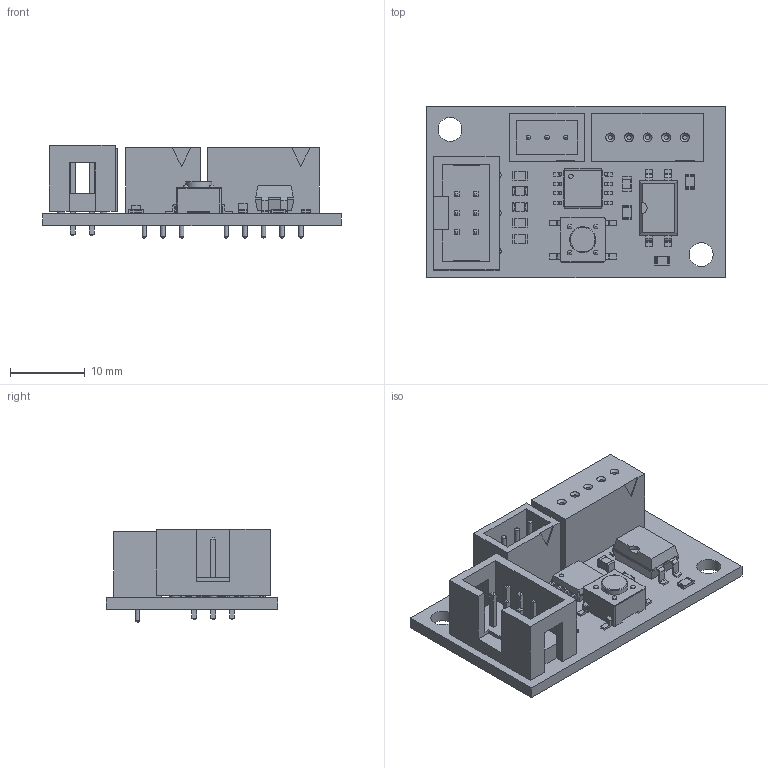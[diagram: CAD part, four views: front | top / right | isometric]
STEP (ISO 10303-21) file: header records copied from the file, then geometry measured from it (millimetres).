
FILE_DESCRIPTION(('KiCad electronic assembly'),'2;1');
FILE_NAME('PCB.step','2022-08-02T16:56:30',('An Author'),('A Company'), 'Open CASCADE STEP processor 6.9','KiCad to STEP converter','Unknown' );
FILE_SCHEMA(('AUTOMOTIVE_DESIGN { 1 0 10303 214 1 1 1 1 }'));
Length unit declared in the file: millimetre
Products named in the file (20): Open CASCADE STEP translator 6.9 1; C_0805_2012Metric; SOLID; IDC-Header_2x03_P2.54mm_Vertical; B05B-XASK-1_LF__SN_; COMPOUND; B03B-XASK-1_LF__SN_; DIP-4_W8.89mm_SMDSocket; SOIJ-8_5.3x5.3mm_P1.27mm; SW_SPST_PTS645; R_0805_2012Metric; LED_0805_2012Metric
Assembly tree (25 placements, depth 3):
  Open CASCADE STEP translator 6.9 1
    C_0805_2012Metric
      SOLID
    IDC-Header_2x03_P2.54mm_Vertical
      SOLID
    B05B-XASK-1_LF__SN_
      COMPOUND
    B03B-XASK-1_LF__SN_
      COMPOUND
    DIP-4_W8.89mm_SMDSocket
      SOLID
    SOIJ-8_5.3x5.3mm_P1.27mm
      SOLID
    SW_SPST_PTS645
      SOLID
    R_0805_2012Metric  x6
      SOLID
    LED_0805_2012Metric  x2
      SOLID
    COMPOUND
Bounding box: 40 x 23 x 12.5 mm (x, y, z)
Volume: 3538.3 mm3; surface area: 4965.9 mm2
Topology: 24 solids, 24 shells, 866 faces, 2151 edges, 1367 vertices
Faces by surface type: plane 600, cylinder 193, bspline 52, cone 17, revolution 4
Full cylindrical faces by diameter (mm): 0.6 x18, 0.8 x8, 1 x12, 3.2 x2, 3.5 x1
Entity records: 47040 total; most frequent: CARTESIAN_POINT 8421, DIRECTION 6351, LINE 4227, VECTOR 4227, ORIENTED_EDGE 3356, PCURVE 3356, DEFINITIONAL_REPRESENTATION 3356, EDGE_CURVE 1678
